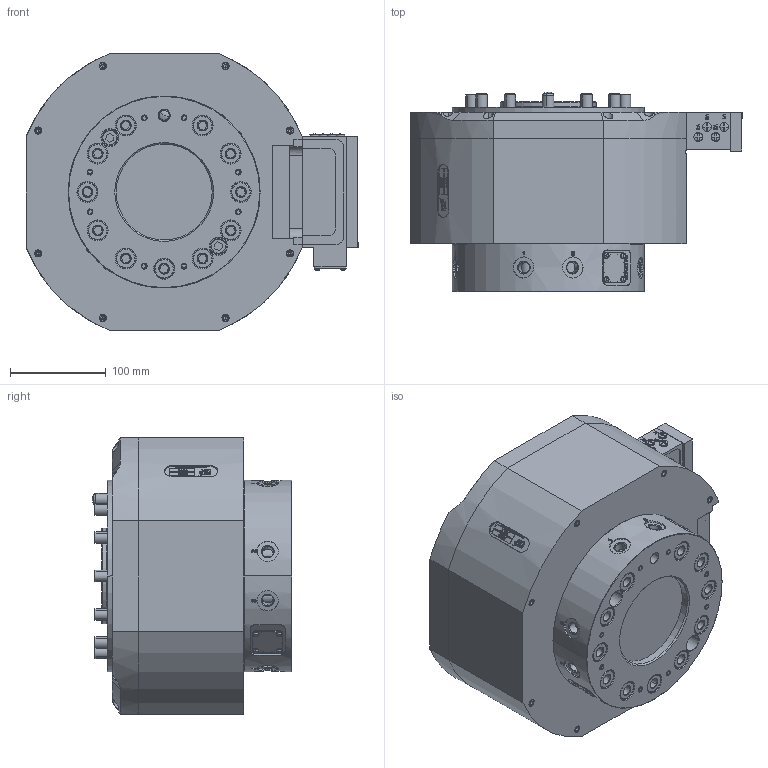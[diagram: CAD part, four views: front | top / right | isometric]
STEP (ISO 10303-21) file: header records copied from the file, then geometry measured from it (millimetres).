
FILE_DESCRIPTION (( 'STEP AP203' ), '1' );
FILE_NAME ('P0609.STEP', '2018-11-27T07:26:25', ( '' ), ( '' ), 'SwSTEP 2.0', 'SolidWorks 2017', '' );
FILE_SCHEMA (( 'CONFIG_CONTROL_DESIGN' ));
Products named in the file (1): P0609
Bounding box: 346 x 207.8 x 288 mm (x, y, z)
Volume: 11493950.6 mm3; surface area: 976085.8 mm2
Topology: 96 solids, 97 shells, 3322 faces, 7875 edges, 5003 vertices
Faces by surface type: plane 1349, cylinder 843, bspline 524, cone 504, torus 78, sphere 24
Entity records: 123931 total; most frequent: CARTESIAN_POINT 49204, ORIENTED_EDGE 15582, DIRECTION 14555, EDGE_CURVE 7791, AXIS2_PLACEMENT_3D 5128, VERTEX_POINT 5003, VECTOR 4299, LINE 4299
